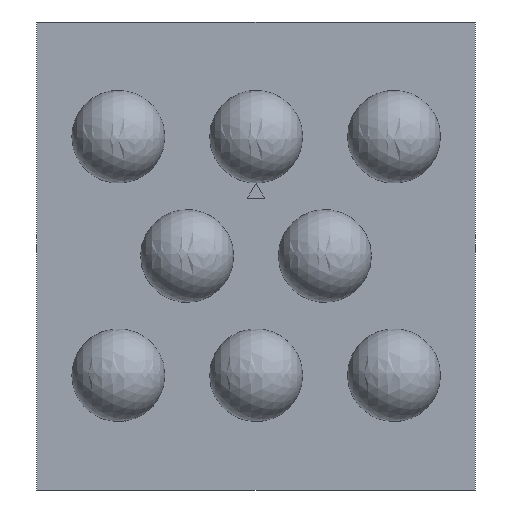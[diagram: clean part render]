
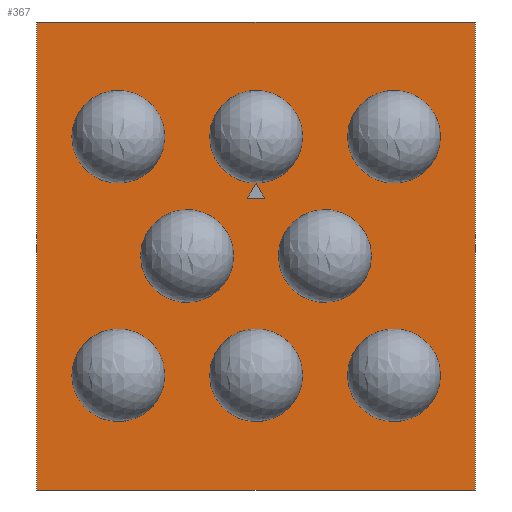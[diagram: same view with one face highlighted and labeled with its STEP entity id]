
A CAD part, front view. The second image highlights one B-rep face of the part: STEP entity #367.
In plain terms, the highlighted planar face has unit normal (0, -1, 0).
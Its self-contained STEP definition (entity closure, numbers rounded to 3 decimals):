
#20=LINE('',#575,#50);
#21=LINE('',#577,#51);
#22=LINE('',#579,#52);
#23=LINE('',#580,#53);
#24=LINE('',#583,#54);
#25=LINE('',#585,#55);
#26=LINE('',#586,#56);
#50=VECTOR('',#472,1000.);
#51=VECTOR('',#473,1000.);
#52=VECTOR('',#474,1000.);
#53=VECTOR('',#475,1000.);
#54=VECTOR('',#476,1000.);
#55=VECTOR('',#477,1000.);
#56=VECTOR('',#478,1000.);
#80=PLANE('',#409);
#115=FACE_BOUND('',#157,.T.);
#116=FACE_BOUND('',#158,.T.);
#117=FACE_BOUND('',#159,.T.);
#118=FACE_BOUND('',#160,.T.);
#119=FACE_BOUND('',#161,.T.);
#120=FACE_BOUND('',#162,.T.);
#121=FACE_BOUND('',#163,.T.);
#122=FACE_BOUND('',#164,.T.);
#123=FACE_BOUND('',#165,.T.);
#127=FACE_OUTER_BOUND('',#156,.T.);
#156=EDGE_LOOP('',(#282,#283,#284,#285));
#157=EDGE_LOOP('',(#286));
#158=EDGE_LOOP('',(#287));
#159=EDGE_LOOP('',(#288));
#160=EDGE_LOOP('',(#289));
#161=EDGE_LOOP('',(#290));
#162=EDGE_LOOP('',(#291));
#163=EDGE_LOOP('',(#292));
#164=EDGE_LOOP('',(#293));
#165=EDGE_LOOP('',(#294,#295,#296));
#188=CIRCLE('',#394,0.134);
#189=CIRCLE('',#396,0.134);
#190=CIRCLE('',#398,0.134);
#191=CIRCLE('',#400,0.134);
#192=CIRCLE('',#402,0.134);
#193=CIRCLE('',#404,0.134);
#194=CIRCLE('',#406,0.134);
#195=CIRCLE('',#408,0.134);
#200=VERTEX_POINT('',#549);
#201=VERTEX_POINT('',#552);
#202=VERTEX_POINT('',#555);
#203=VERTEX_POINT('',#558);
#204=VERTEX_POINT('',#561);
#205=VERTEX_POINT('',#564);
#206=VERTEX_POINT('',#567);
#207=VERTEX_POINT('',#570);
#208=VERTEX_POINT('',#573);
#209=VERTEX_POINT('',#574);
#210=VERTEX_POINT('',#576);
#211=VERTEX_POINT('',#578);
#212=VERTEX_POINT('',#581);
#213=VERTEX_POINT('',#582);
#214=VERTEX_POINT('',#584);
#232=EDGE_CURVE('',#200,#200,#188,.T.);
#233=EDGE_CURVE('',#201,#201,#189,.T.);
#234=EDGE_CURVE('',#202,#202,#190,.T.);
#235=EDGE_CURVE('',#203,#203,#191,.T.);
#236=EDGE_CURVE('',#204,#204,#192,.T.);
#237=EDGE_CURVE('',#205,#205,#193,.T.);
#238=EDGE_CURVE('',#206,#206,#194,.T.);
#239=EDGE_CURVE('',#207,#207,#195,.T.);
#240=EDGE_CURVE('',#208,#209,#20,.T.);
#241=EDGE_CURVE('',#210,#208,#21,.T.);
#242=EDGE_CURVE('',#211,#210,#22,.T.);
#243=EDGE_CURVE('',#209,#211,#23,.T.);
#244=EDGE_CURVE('',#212,#213,#24,.T.);
#245=EDGE_CURVE('',#214,#212,#25,.T.);
#246=EDGE_CURVE('',#213,#214,#26,.T.);
#282=ORIENTED_EDGE('',*,*,#240,.F.);
#283=ORIENTED_EDGE('',*,*,#241,.F.);
#284=ORIENTED_EDGE('',*,*,#242,.F.);
#285=ORIENTED_EDGE('',*,*,#243,.F.);
#286=ORIENTED_EDGE('',*,*,#239,.T.);
#287=ORIENTED_EDGE('',*,*,#238,.T.);
#288=ORIENTED_EDGE('',*,*,#237,.T.);
#289=ORIENTED_EDGE('',*,*,#236,.T.);
#290=ORIENTED_EDGE('',*,*,#235,.T.);
#291=ORIENTED_EDGE('',*,*,#234,.T.);
#292=ORIENTED_EDGE('',*,*,#233,.F.);
#293=ORIENTED_EDGE('',*,*,#232,.F.);
#294=ORIENTED_EDGE('',*,*,#244,.F.);
#295=ORIENTED_EDGE('',*,*,#245,.F.);
#296=ORIENTED_EDGE('',*,*,#246,.F.);
#367=ADVANCED_FACE('',(#127,#115,#116,#117,#118,#119,#120,#121,#122,#123),
#80,.F.);
#394=AXIS2_PLACEMENT_3D('',#550,#440,#441);
#396=AXIS2_PLACEMENT_3D('',#553,#444,#445);
#398=AXIS2_PLACEMENT_3D('',#556,#448,#449);
#400=AXIS2_PLACEMENT_3D('',#559,#452,#453);
#402=AXIS2_PLACEMENT_3D('',#562,#456,#457);
#404=AXIS2_PLACEMENT_3D('',#565,#460,#461);
#406=AXIS2_PLACEMENT_3D('',#568,#464,#465);
#408=AXIS2_PLACEMENT_3D('',#571,#468,#469);
#409=AXIS2_PLACEMENT_3D('',#572,#470,#471);
#440=DIRECTION('center_axis',(0.,-1.,0.));
#441=DIRECTION('ref_axis',(0.,0.,1.));
#444=DIRECTION('center_axis',(0.,-1.,0.));
#445=DIRECTION('ref_axis',(0.,0.,1.));
#448=DIRECTION('center_axis',(0.,1.,0.));
#449=DIRECTION('ref_axis',(0.,0.,1.));
#452=DIRECTION('center_axis',(0.,1.,0.));
#453=DIRECTION('ref_axis',(0.,0.,1.));
#456=DIRECTION('center_axis',(0.,1.,0.));
#457=DIRECTION('ref_axis',(0.,0.,1.));
#460=DIRECTION('center_axis',(0.,1.,0.));
#461=DIRECTION('ref_axis',(0.,0.,1.));
#464=DIRECTION('center_axis',(0.,1.,0.));
#465=DIRECTION('ref_axis',(0.,0.,1.));
#468=DIRECTION('center_axis',(0.,1.,0.));
#469=DIRECTION('ref_axis',(0.,0.,1.));
#470=DIRECTION('center_axis',(0.,1.,0.));
#471=DIRECTION('ref_axis',(0.,0.,1.));
#472=DIRECTION('',(0.,0.,-1.));
#473=DIRECTION('',(1.,0.,0.));
#474=DIRECTION('',(0.,0.,1.));
#475=DIRECTION('',(-1.,0.,0.));
#476=DIRECTION('',(-0.5,0.,0.866));
#477=DIRECTION('',(1.,0.,0.));
#478=DIRECTION('',(-0.5,0.,-0.866));
#549=CARTESIAN_POINT('',(-0.2,0.,0.134));
#550=CARTESIAN_POINT('Origin',(-0.2,0.,0.));
#552=CARTESIAN_POINT('',(0.2,0.,0.134));
#553=CARTESIAN_POINT('Origin',(0.2,0.,0.));
#555=CARTESIAN_POINT('',(-0.4,0.,0.48));
#556=CARTESIAN_POINT('Origin',(-0.4,0.,0.346));
#558=CARTESIAN_POINT('',(0.001,0.,0.48));
#559=CARTESIAN_POINT('Origin',(0.001,0.,0.346));
#561=CARTESIAN_POINT('',(0.401,0.,0.48));
#562=CARTESIAN_POINT('Origin',(0.401,0.,0.346));
#564=CARTESIAN_POINT('',(-0.4,0.,-0.48));
#565=CARTESIAN_POINT('Origin',(-0.4,0.,-0.346));
#567=CARTESIAN_POINT('',(0.001,0.,-0.48));
#568=CARTESIAN_POINT('Origin',(0.001,0.,-0.346));
#570=CARTESIAN_POINT('',(0.401,0.,-0.48));
#571=CARTESIAN_POINT('Origin',(0.401,0.,-0.346));
#572=CARTESIAN_POINT('Origin',(0.,0.,0.));
#573=CARTESIAN_POINT('',(0.636,0.,0.679));
#574=CARTESIAN_POINT('',(0.636,0.,-0.679));
#575=CARTESIAN_POINT('',(0.636,0.,-0.679));
#576=CARTESIAN_POINT('',(-0.636,0.,0.679));
#577=CARTESIAN_POINT('',(-0.636,0.,0.679));
#578=CARTESIAN_POINT('',(-0.636,0.,-0.679));
#579=CARTESIAN_POINT('',(-0.636,0.,-0.679));
#580=CARTESIAN_POINT('',(-0.636,0.,-0.679));
#581=CARTESIAN_POINT('',(0.025,0.,0.168));
#582=CARTESIAN_POINT('',(0.,0.,0.211));
#583=CARTESIAN_POINT('',(0.025,0.,0.168));
#584=CARTESIAN_POINT('',(-0.025,0.,0.168));
#585=CARTESIAN_POINT('',(-0.025,0.,0.168));
#586=CARTESIAN_POINT('',(0.,0.,0.211));
